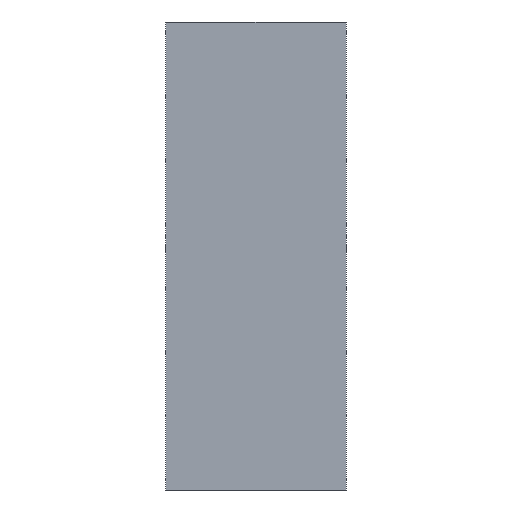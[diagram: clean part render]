
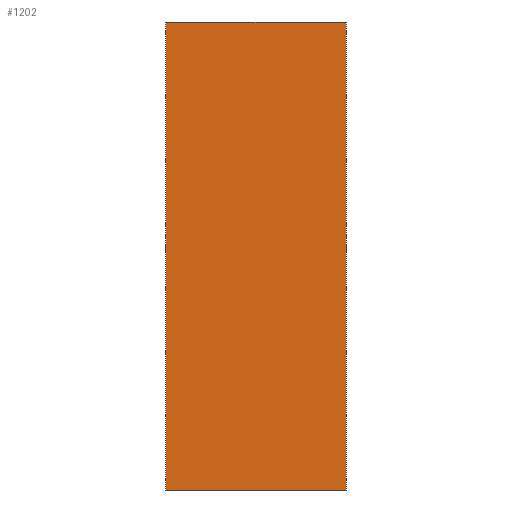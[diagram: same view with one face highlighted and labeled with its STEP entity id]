
A CAD part, front view. The second image highlights one B-rep face of the part: STEP entity #1202.
In plain terms, the highlighted planar face has unit normal (0, -1, 0).
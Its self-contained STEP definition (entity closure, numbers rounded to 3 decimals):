
#202=FACE_OUTER_BOUND('',#290,.T.);
#290=EDGE_LOOP('',(#1006,#1007,#1008,#1009));
#410=LINE('',#2042,#508);
#411=LINE('',#2045,#509);
#412=LINE('',#2047,#510);
#413=LINE('',#2048,#511);
#508=VECTOR('',#1707,10.);
#509=VECTOR('',#1710,10.);
#510=VECTOR('',#1711,10.);
#511=VECTOR('',#1712,10.);
#609=VERTEX_POINT('',#2035);
#612=VERTEX_POINT('',#2040);
#613=VERTEX_POINT('',#2044);
#614=VERTEX_POINT('',#2046);
#758=EDGE_CURVE('',#609,#612,#410,.T.);
#759=EDGE_CURVE('',#613,#609,#411,.T.);
#760=EDGE_CURVE('',#614,#612,#412,.T.);
#761=EDGE_CURVE('',#613,#614,#413,.T.);
#1006=ORIENTED_EDGE('',*,*,#759,.T.);
#1007=ORIENTED_EDGE('',*,*,#758,.T.);
#1008=ORIENTED_EDGE('',*,*,#760,.F.);
#1009=ORIENTED_EDGE('',*,*,#761,.F.);
#1119=PLANE('',#1351);
#1202=ADVANCED_FACE('',(#202),#1119,.T.);
#1351=AXIS2_PLACEMENT_3D('',#2043,#1708,#1709);
#1707=DIRECTION('',(-1.,0.,0.));
#1708=DIRECTION('center_axis',(0.,-1.,0.));
#1709=DIRECTION('ref_axis',(0.,0.,
1.));
#1710=DIRECTION('',(0.,0.,1.));
#1711=DIRECTION('',(0.,0.,1.));
#1712=DIRECTION('',(-1.,0.,0.));
#2035=CARTESIAN_POINT('',(74.95,-130.,305.));
#2040=CARTESIAN_POINT('',(-74.95,-130.,305.));
#2042=CARTESIAN_POINT('',(75.,-130.,305.));
#2043=CARTESIAN_POINT('Origin',(75.,-130.,-83.37));
#2044=CARTESIAN_POINT('',(74.95,-130.,-83.37));
#2045=CARTESIAN_POINT('',(74.95,-130.,13.723));
#2046=CARTESIAN_POINT('',(-74.95,-130.,-83.37));
#2047=CARTESIAN_POINT('',(-74.95,-130.,13.723));
#2048=CARTESIAN_POINT('',(75.,-130.,-83.37));
